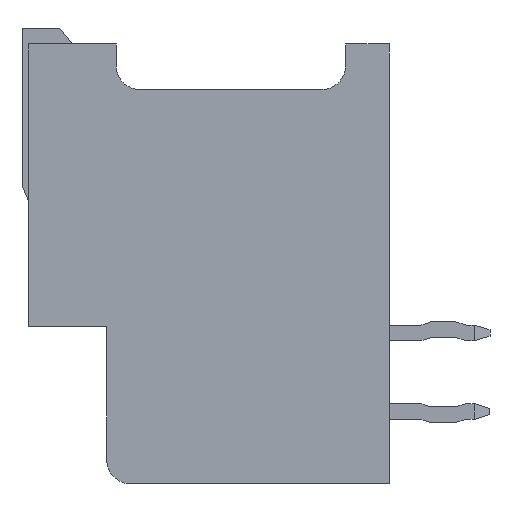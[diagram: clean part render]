
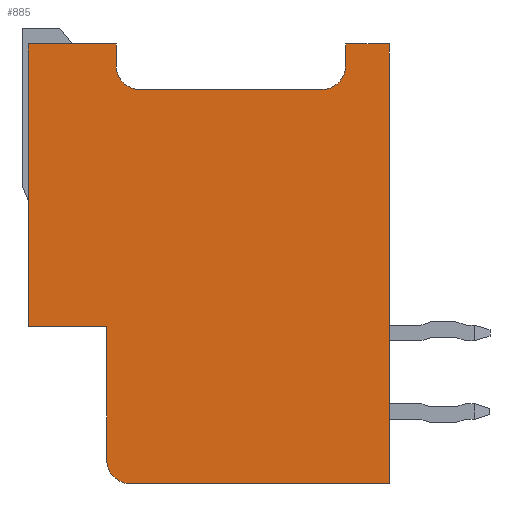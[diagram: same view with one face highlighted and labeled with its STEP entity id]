
A CAD part, left-side view. The second image highlights one B-rep face of the part: STEP entity #885.
In plain terms, the highlighted planar face has unit normal (-1, 0, 0).
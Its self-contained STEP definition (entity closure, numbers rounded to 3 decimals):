
#885 = ADVANCED_FACE( '', ( #2109 ), #2110, .F. );
#2109 = FACE_OUTER_BOUND( '', #3788, .T. );
#2110 = PLANE( '', #3789 );
#3788 = EDGE_LOOP( '', ( #5639, #5640, #5641, #5642, #5643, #5644, #5645, #5646, #5647, #5648, #5649, #5650, #5651 ) );
#3789 = AXIS2_PLACEMENT_3D( '', #5652, #5653, #5654 );
#5639 = ORIENTED_EDGE( '', *, *, #10917, .F. );
#5640 = ORIENTED_EDGE( '', *, *, #10918, .T. );
#5641 = ORIENTED_EDGE( '', *, *, #10919, .F. );
#5642 = ORIENTED_EDGE( '', *, *, #10920, .F. );
#5643 = ORIENTED_EDGE( '', *, *, #10921, .F. );
#5644 = ORIENTED_EDGE( '', *, *, #10922, .F. );
#5645 = ORIENTED_EDGE( '', *, *, #10923, .T. );
#5646 = ORIENTED_EDGE( '', *, *, #10924, .F. );
#5647 = ORIENTED_EDGE( '', *, *, #10925, .T. );
#5648 = ORIENTED_EDGE( '', *, *, #10926, .F. );
#5649 = ORIENTED_EDGE( '', *, *, #10927, .F. );
#5650 = ORIENTED_EDGE( '', *, *, #10928, .F. );
#5651 = ORIENTED_EDGE( '', *, *, #10929, .F. );
#5652 = CARTESIAN_POINT( '', ( -14.7, 0., 0. ) );
#5653 = DIRECTION( '', ( 1., 0., 0. ) );
#5654 = DIRECTION( '', ( 0., 0., -1. ) );
#10917 = EDGE_CURVE( '', #13197, #13198, #13199, .T. );
#10918 = EDGE_CURVE( '', #13197, #13200, #13201, .F. );
#10919 = EDGE_CURVE( '', #13202, #13200, #13203, .T. );
#10920 = EDGE_CURVE( '', #13204, #13202, #13205, .T. );
#10921 = EDGE_CURVE( '', #13206, #13204, #13207, .T. );
#10922 = EDGE_CURVE( '', #13208, #13206, #13209, .T. );
#10923 = EDGE_CURVE( '', #13208, #13210, #13211, .T. );
#10924 = EDGE_CURVE( '', #13212, #13210, #13213, .T. );
#10925 = EDGE_CURVE( '', #13212, #13214, #13215, .T. );
#10926 = EDGE_CURVE( '', #13216, #13214, #13217, .T. );
#10927 = EDGE_CURVE( '', #13218, #13216, #13219, .T. );
#10928 = EDGE_CURVE( '', #13220, #13218, #13221, .T. );
#10929 = EDGE_CURVE( '', #13198, #13220, #13222, .T. );
#13197 = VERTEX_POINT( '', #16489 );
#13198 = VERTEX_POINT( '', #16490 );
#13199 = LINE( '', #16491, #16492 );
#13200 = VERTEX_POINT( '', #16493 );
#13201 = CIRCLE( '', #16494, 0.75 );
#13202 = VERTEX_POINT( '', #16495 );
#13203 = LINE( '', #16496, #16497 );
#13204 = VERTEX_POINT( '', #16498 );
#13205 = LINE( '', #16499, #16500 );
#13206 = VERTEX_POINT( '', #16501 );
#13207 = LINE( '', #16502, #16503 );
#13208 = VERTEX_POINT( '', #16504 );
#13209 = LINE( '', #16505, #16506 );
#13210 = VERTEX_POINT( '', #16507 );
#13211 = CIRCLE( '', #16508, 0.75 );
#13212 = VERTEX_POINT( '', #16509 );
#13213 = LINE( '', #16510, #16511 );
#13214 = VERTEX_POINT( '', #16512 );
#13215 = CIRCLE( '', #16513, 0.75 );
#13216 = VERTEX_POINT( '', #16514 );
#13217 = LINE( '', #16515, #16516 );
#13218 = VERTEX_POINT( '', #16517 );
#13219 = LINE( '', #16518, #16519 );
#13220 = VERTEX_POINT( '', #16520 );
#13221 = LINE( '', #16521, #16522 );
#13222 = LINE( '', #16523, #16524 );
#16489 = CARTESIAN_POINT( '', ( -14.7, 4.5, -6.25 ) );
#16490 = CARTESIAN_POINT( '', ( -14.7, 4.5, -2. ) );
#16491 = CARTESIAN_POINT( '', ( -14.7, 4.5, -7. ) );
#16492 = VECTOR( '', #20847, 1000. );
#16493 = CARTESIAN_POINT( '', ( -14.7, 3.75, -7. ) );
#16494 = AXIS2_PLACEMENT_3D( '', #20848, #20849, #20850 );
#16495 = CARTESIAN_POINT( '', ( -14.7, -4.5, -7. ) );
#16496 = CARTESIAN_POINT( '', ( -14.7, -4.5, -7. ) );
#16497 = VECTOR( '', #20851, 1000. );
#16498 = CARTESIAN_POINT( '', ( -14.7, -4.5, 7. ) );
#16499 = CARTESIAN_POINT( '', ( -14.7, -4.5, 7. ) );
#16500 = VECTOR( '', #20852, 1000. );
#16501 = CARTESIAN_POINT( '', ( -14.7, -3.1, 7. ) );
#16502 = CARTESIAN_POINT( '', ( -14.7, -3.1, 7. ) );
#16503 = VECTOR( '', #20853, 1000. );
#16504 = CARTESIAN_POINT( '', ( -14.7, -3.1, 6.3 ) );
#16505 = CARTESIAN_POINT( '', ( -14.7, -3.1, 5.55 ) );
#16506 = VECTOR( '', #20854, 1000. );
#16507 = CARTESIAN_POINT( '', ( -14.7, -2.35, 5.55 ) );
#16508 = AXIS2_PLACEMENT_3D( '', #20855, #20856, #20857 );
#16509 = CARTESIAN_POINT( '', ( -14.7, 3.45, 5.55 ) );
#16510 = CARTESIAN_POINT( '', ( -14.7, 4.2, 5.55 ) );
#16511 = VECTOR( '', #20858, 1000. );
#16512 = CARTESIAN_POINT( '', ( -14.7, 4.2, 6.3 ) );
#16513 = AXIS2_PLACEMENT_3D( '', #20859, #20860, #20861 );
#16514 = CARTESIAN_POINT( '', ( -14.7, 4.2, 7. ) );
#16515 = CARTESIAN_POINT( '', ( -14.7, 4.2, 7. ) );
#16516 = VECTOR( '', #20862, 1000. );
#16517 = CARTESIAN_POINT( '', ( -14.7, 7., 7. ) );
#16518 = CARTESIAN_POINT( '', ( -14.7, 7., 7. ) );
#16519 = VECTOR( '', #20863, 1000. );
#16520 = CARTESIAN_POINT( '', ( -14.7, 7., -2. ) );
#16521 = CARTESIAN_POINT( '', ( -14.7, 7., -2. ) );
#16522 = VECTOR( '', #20864, 1000. );
#16523 = CARTESIAN_POINT( '', ( -14.7, 4.5, -2. ) );
#16524 = VECTOR( '', #20865, 1000. );
#20847 = DIRECTION( '', ( 0., 0., 1. ) );
#20848 = CARTESIAN_POINT( '', ( -14.7, 3.75, -6.25 ) );
#20849 = DIRECTION( '', ( 1., 0., 0. ) );
#20850 = DIRECTION( '', ( 0., 0., -1. ) );
#20851 = DIRECTION( '', ( 0., 1., 0. ) );
#20852 = DIRECTION( '', ( 0., 0., -1. ) );
#20853 = DIRECTION( '', ( 0., -1., 0. ) );
#20854 = DIRECTION( '', ( 0., 0., 1. ) );
#20855 = CARTESIAN_POINT( '', ( -14.7, -2.35, 6.3 ) );
#20856 = DIRECTION( '', ( 1., 0., 0. ) );
#20857 = DIRECTION( '', ( 0., 0., -1. ) );
#20858 = DIRECTION( '', ( 0., -1., 0. ) );
#20859 = CARTESIAN_POINT( '', ( -14.7, 3.45, 6.3 ) );
#20860 = DIRECTION( '', ( 1., 0., 0. ) );
#20861 = DIRECTION( '', ( 0., 0., -1. ) );
#20862 = DIRECTION( '', ( 0., 0., -1. ) );
#20863 = DIRECTION( '', ( 0., -1., 0. ) );
#20864 = DIRECTION( '', ( 0., 0., 1. ) );
#20865 = DIRECTION( '', ( 0., 1., 0. ) );
